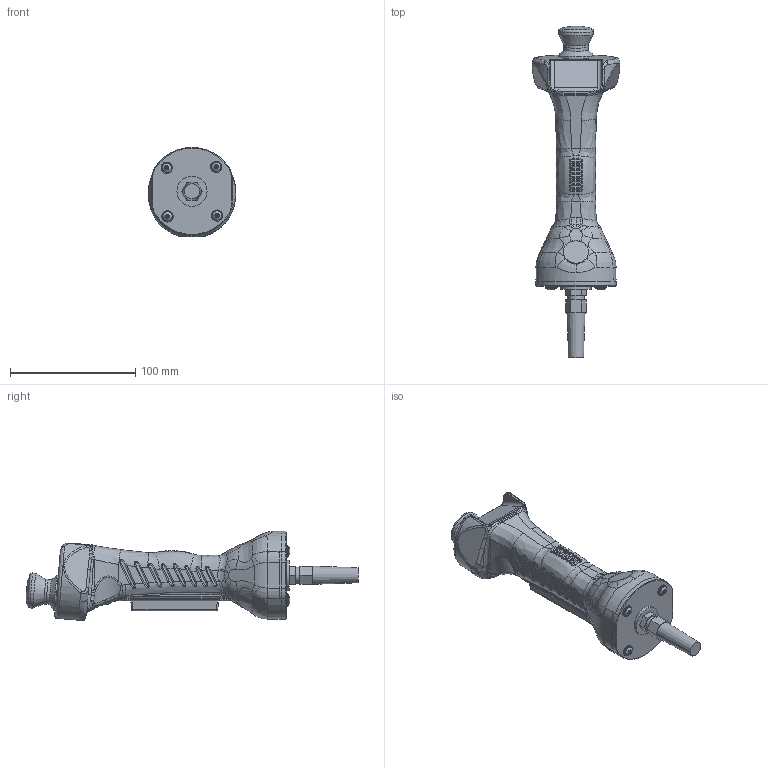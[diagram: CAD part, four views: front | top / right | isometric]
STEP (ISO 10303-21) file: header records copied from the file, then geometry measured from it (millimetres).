
FILE_DESCRIPTION (( 'STEP AP214' ), '1' );
FILE_NAME ('ZEUS11-100000.STEP', '2022-06-28T18:36:28', ( '' ), ( '' ), 'SwSTEP 2.0', 'SolidWorks 2021', '' );
FILE_SCHEMA (( 'AUTOMOTIVE_DESIGN' ));
Length unit declared in the file: inch
Products named in the file (1): ZEUS11-100000
Bounding box: 70 x 265.15 x 71.2 mm (x, y, z)
Volume: 396129.4 mm3; surface area: 81002.5 mm2
Topology: 19 solids, 19 shells, 1144 faces, 2768 edges, 1715 vertices
Faces by surface type: cylinder 401, bspline 387, plane 324, cone 32
Full cylindrical faces by diameter (mm): 1 x4, 2.5 x2, 2.8 x2, 4 x4, 4.2 x2, 4.3 x4, 4.4 x2, 4.5 x4, 5 x4, 6 x2, 7.5 x4, 8.4 x2, 9 x4, 11.7 x1, 13 x1, 14 x1, 18.5 x1, 19.7 x1, 19.85 x2, 21 x1, 22 x1, 24 x1, 28 x2
Entity records: 67814 total; most frequent: CARTESIAN_POINT 44847, ORIENTED_EDGE 5354, DIRECTION 3644, EDGE_CURVE 2677, VERTEX_POINT 1696, AXIS2_PLACEMENT_3D 1385, EDGE_LOOP 1303, FACE_OUTER_BOUND 1202
